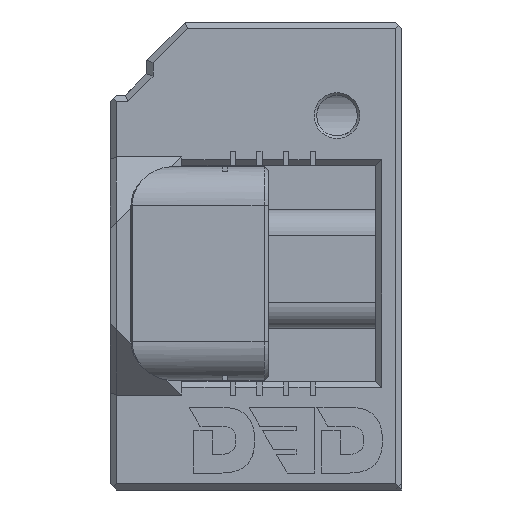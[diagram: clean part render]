
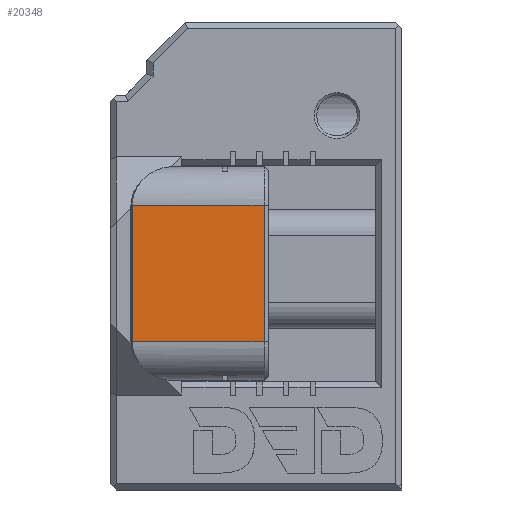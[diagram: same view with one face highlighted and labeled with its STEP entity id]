
A CAD part, left-side view. The second image highlights one B-rep face of the part: STEP entity #20348.
In plain terms, the highlighted planar face has unit normal (-1, 0, 0).
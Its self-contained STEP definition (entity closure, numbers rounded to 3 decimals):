
#20309=CARTESIAN_POINT('',(122.512,768.748,0.));
#20310=DIRECTION('',(-1.,0.,0.));
#20311=DIRECTION('',(0.,-1.,0.));
#20312=AXIS2_PLACEMENT_3D('',#20309,#20310,#20311);
#20313=PLANE('',#20312);
#20314=CARTESIAN_POINT('',(122.512,835.694,33.02));
#20315=VERTEX_POINT('',#20314);
#20316=CARTESIAN_POINT('',(122.512,850.994,33.02));
#20317=VERTEX_POINT('',#20316);
#20318=CARTESIAN_POINT('',(122.512,835.694,33.02));
#20319=DIRECTION('',(0.,1.,-0.));
#20320=VECTOR('',#20319,15.3);
#20321=LINE('',#20318,#20320);
#20322=EDGE_CURVE('',#20315,#20317,#20321,.T.);
#20323=ORIENTED_EDGE('',*,*,#20322,.T.);
#20324=CARTESIAN_POINT('',(122.512,850.994,17.22));
#20325=VERTEX_POINT('',#20324);
#20326=CARTESIAN_POINT('',(122.512,850.994,33.02));
#20327=DIRECTION('',(0.,0.,-1.));
#20328=VECTOR('',#20327,15.8);
#20329=LINE('',#20326,#20328);
#20330=EDGE_CURVE('',#20317,#20325,#20329,.T.);
#20331=ORIENTED_EDGE('',*,*,#20330,.T.);
#20332=CARTESIAN_POINT('',(122.512,835.694,17.22));
#20333=VERTEX_POINT('',#20332);
#20334=CARTESIAN_POINT('',(122.512,850.994,17.22));
#20335=DIRECTION('',(-0.,-1.,0.));
#20336=VECTOR('',#20335,15.3);
#20337=LINE('',#20334,#20336);
#20338=EDGE_CURVE('',#20325,#20333,#20337,.T.);
#20339=ORIENTED_EDGE('',*,*,#20338,.T.);
#20340=CARTESIAN_POINT('',(122.512,835.694,17.22));
#20341=DIRECTION('',(0.,0.,1.));
#20342=VECTOR('',#20341,15.8);
#20343=LINE('',#20340,#20342);
#20344=EDGE_CURVE('',#20333,#20315,#20343,.T.);
#20345=ORIENTED_EDGE('',*,*,#20344,.T.);
#20346=EDGE_LOOP('',(#20323,#20331,#20339,#20345));
#20347=FACE_BOUND('',#20346,.T.);
#20348=ADVANCED_FACE('',(#20347),#20313,.T.);
